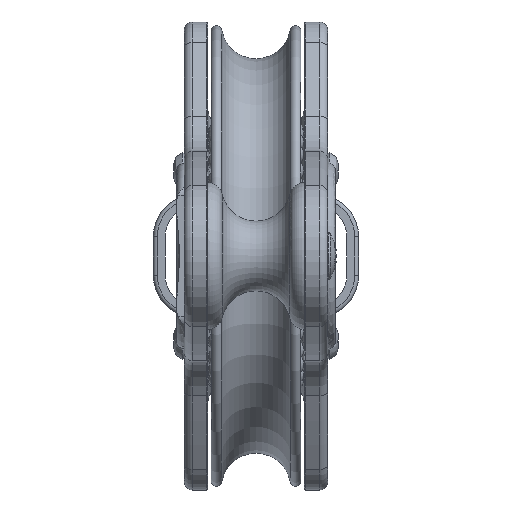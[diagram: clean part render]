
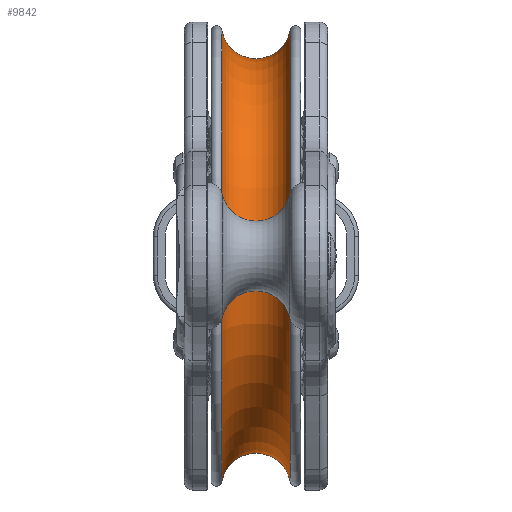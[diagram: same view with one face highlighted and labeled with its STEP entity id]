
A CAD part, front view. The second image highlights one B-rep face of the part: STEP entity #9842.
In plain terms, the highlighted toroidal (fillet/blend) face has major radius 60 mm and minor radius 9 mm.
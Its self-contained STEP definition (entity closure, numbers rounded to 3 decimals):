
#1477=TOROIDAL_SURFACE('',#10525,60.,9.);
#1663=FACE_OUTER_BOUND('',#2277,.T.);
#2277=EDGE_LOOP('',(#6643,#6644,#6645,#6646,#6647,#6648));
#3017=CIRCLE('',#10523,58.365);
#3018=CIRCLE('',#10524,58.365);
#3019=CIRCLE('',#10526,58.365);
#3020=CIRCLE('',#10527,9.);
#3021=CIRCLE('',#10528,58.365);
#3984=VERTEX_POINT('',#15748);
#3985=VERTEX_POINT('',#15750);
#3986=VERTEX_POINT('',#15754);
#3987=VERTEX_POINT('',#15755);
#5031=EDGE_CURVE('',#3984,#3985,#3017,.T.);
#5032=EDGE_CURVE('',#3985,#3984,#3018,.T.);
#5033=EDGE_CURVE('',#3986,#3987,#3019,.T.);
#5034=EDGE_CURVE('',#3987,#3984,#3020,.T.);
#5035=EDGE_CURVE('',#3987,#3986,#3021,.T.);
#6643=ORIENTED_EDGE('',*,*,#5033,.T.);
#6644=ORIENTED_EDGE('',*,*,#5034,.T.);
#6645=ORIENTED_EDGE('',*,*,#5032,.F.);
#6646=ORIENTED_EDGE('',*,*,#5031,.F.);
#6647=ORIENTED_EDGE('',*,*,#5034,.F.);
#6648=ORIENTED_EDGE('',*,*,#5035,.T.);
#9842=ADVANCED_FACE('',(#1663),#1477,.F.);
#10523=AXIS2_PLACEMENT_3D('',#15751,#12175,#12176);
#10524=AXIS2_PLACEMENT_3D('',#15752,#12177,#12178);
#10525=AXIS2_PLACEMENT_3D('',#15753,#12179,#12180);
#10526=AXIS2_PLACEMENT_3D('',#15756,#12181,#12182);
#10527=AXIS2_PLACEMENT_3D('',#15757,#12183,#12184);
#10528=AXIS2_PLACEMENT_3D('',#15758,#12185,#12186);
#12175=DIRECTION('center_axis',(1.,0.,0.));
#12176=DIRECTION('ref_axis',(0.,1.,0.));
#12177=DIRECTION('center_axis',(1.,0.,0.));
#12178=DIRECTION('ref_axis',(0.,1.,0.));
#12179=DIRECTION('center_axis',(1.,0.,0.));
#12180=DIRECTION('ref_axis',(0.,0.,-1.));
#12181=DIRECTION('center_axis',(1.,0.,0.));
#12182=DIRECTION('ref_axis',(0.,1.,0.));
#12183=DIRECTION('center_axis',(0.,-1.,0.));
#12184=DIRECTION('ref_axis',(0.,0.,1.));
#12185=DIRECTION('center_axis',(1.,0.,0.));
#12186=DIRECTION('ref_axis',(0.,1.,0.));
#15748=CARTESIAN_POINT('',(8.85,0.,58.365));
#15750=CARTESIAN_POINT('',(8.85,58.365,0.));
#15751=CARTESIAN_POINT('Origin',(8.85,0.,
0.));
#15752=CARTESIAN_POINT('Origin',(8.85,0.,
0.));
#15753=CARTESIAN_POINT('Origin',(0.,0.,
0.));
#15754=CARTESIAN_POINT('',(-8.85,58.365,0.));
#15755=CARTESIAN_POINT('',(-8.85,0.,58.365));
#15756=CARTESIAN_POINT('Origin',(-8.85,0.,
0.));
#15757=CARTESIAN_POINT('Origin',(0.,0.,
60.));
#15758=CARTESIAN_POINT('Origin',(-8.85,0.,
0.));
